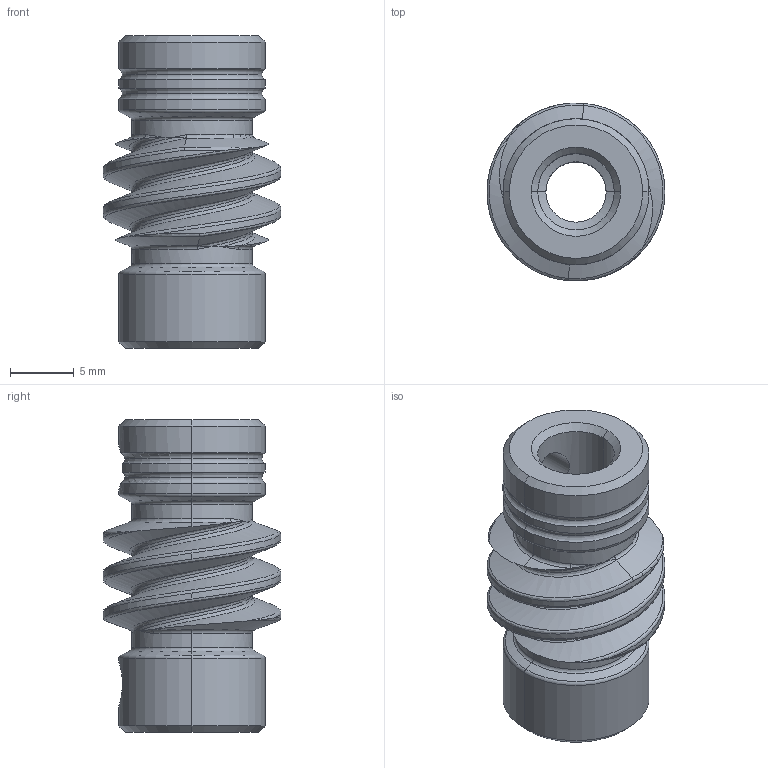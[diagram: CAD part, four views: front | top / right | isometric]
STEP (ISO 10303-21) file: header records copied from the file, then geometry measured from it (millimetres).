
FILE_DESCRIPTION (( 'STEP AP214' ), '1' );
FILE_NAME ('Pitsco Education-739900_X108132.step', '2017-10-17T01:09:50', ( '' ), ( '' ), 'SwSTEP 2.0', 'SolidWorks 2017', '' );
FILE_SCHEMA (( 'AUTOMOTIVE_DESIGN' ));
Length unit declared in the file: millimetre
Products named in the file (1): Pitsco Education-739900_X108132
Bounding box: 14 x 13.99 x 24.6 mm (x, y, z)
Volume: 1849.1 mm3; surface area: 1826.9 mm2
Topology: 1 solids, 1 shells, 105 faces, 253 edges, 149 vertices
Faces by surface type: torus 30, cylinder 27, bspline 26, cone 20, plane 2
Entity records: 12150 total; most frequent: CARTESIAN_POINT 9858, ORIENTED_EDGE 506, DIRECTION 422, EDGE_CURVE 253, AXIS2_PLACEMENT_3D 191, VERTEX_POINT 149, CIRCLE 111, EDGE_LOOP 110
